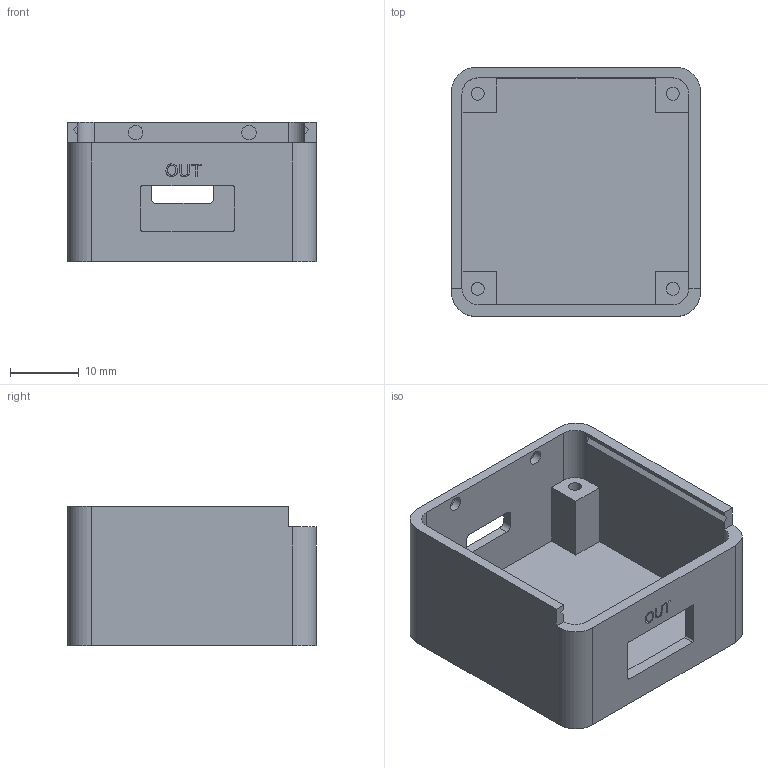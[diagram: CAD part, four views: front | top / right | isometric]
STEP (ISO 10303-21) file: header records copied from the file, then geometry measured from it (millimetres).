
FILE_DESCRIPTION(/* description */ (''),/* implementation_level */ '2;1');
FILE_NAME(/* name */ '底部.step',/* time_stamp */ '2022-06-12T21:55:51+08:00',/* author */ (''),/* organization */ (''),/* preprocessor_version */ 'ST-DEVELOPER v19',/* originating_system */ 'Autodesk Translation Framework v11.7.0.108',/* authorisation */ '');
FILE_SCHEMA (('AUTOMOTIVE_DESIGN { 1 0 10303 214 3 1 1 }'));
Length unit declared in the file: millimetre
Products named in the file (1): 底部
Bounding box: 36.2 x 36.2 x 20.3 mm (x, y, z)
Volume: 7241.8 mm3; surface area: 7674.3 mm2
Topology: 1 solids, 1 shells, 136 faces, 366 edges, 244 vertices
Faces by surface type: plane 81, bspline 31, cylinder 24
Full cylindrical faces by diameter (mm): 1.88 x4, 2.1 x2
Entity records: 4580 total; most frequent: CARTESIAN_POINT 1274, ORIENTED_EDGE 732, DIRECTION 568, EDGE_CURVE 366, LINE 252, VECTOR 252, VERTEX_POINT 244, AXIS2_PLACEMENT_3D 158
